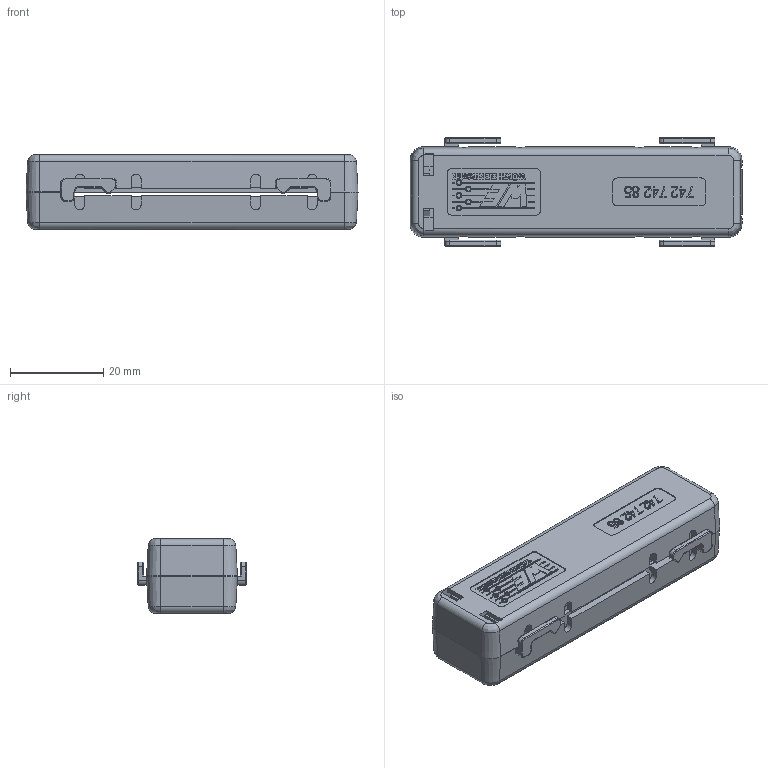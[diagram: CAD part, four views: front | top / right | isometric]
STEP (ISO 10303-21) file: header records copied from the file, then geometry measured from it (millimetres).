
FILE_DESCRIPTION( ( 'Unknown' ), '1' );
FILE_NAME( '74272485.stp', 'Unknown', ( 'Unknown' ), ( 'Unknown' ), 'XStep 1.0', 'Unknown', ' ' );
FILE_SCHEMA( ( 'automotive_design' ) );
Length unit declared in the file: millimetre
Products named in the file (4): Assem1; plastic housing_2; 7427252_core; plastic housing_1
Bounding box: 71.3 x 23.3 x 16 mm (x, y, z)
Surface area: 30651.8 mm2
Topology: 7 solids, 7 shells, 1906 faces, 5070 edges, 3272 vertices
Faces by surface type: plane 1276, cylinder 304, extrusion 158, torus 120, bspline 20, cone 16, sphere 12
Full cylindrical faces by diameter (mm): 1.25 x4, 1.3 x4
Entity records: 32903 total; most frequent: CARTESIAN_POINT 7653, ORIENTED_EDGE 4988, DIRECTION 4163, EDGE_CURVE 2494, VECTOR 1635, VERTEX_POINT 1624, LINE 1556, AXIS2_PLACEMENT_3D 1264
